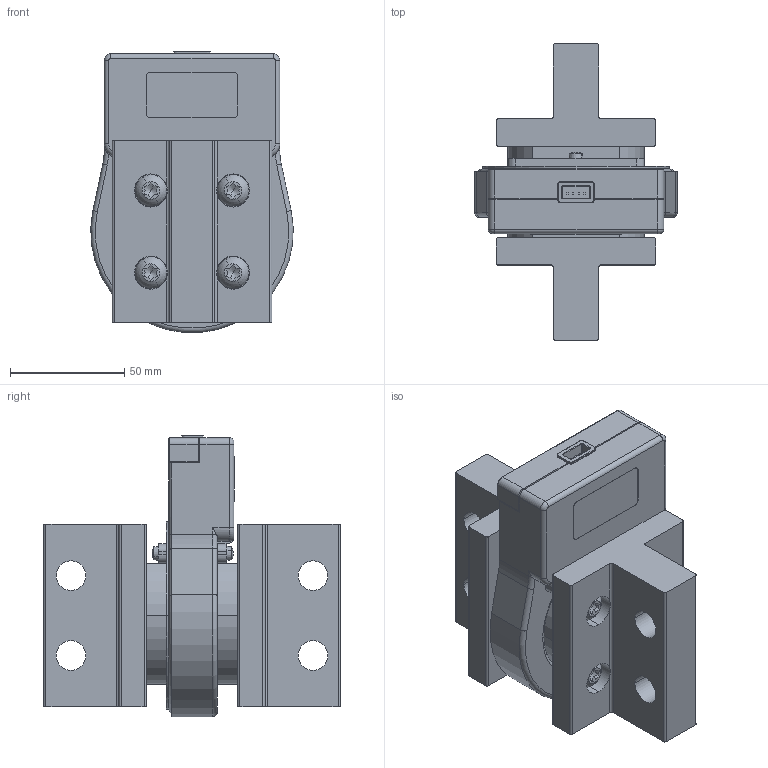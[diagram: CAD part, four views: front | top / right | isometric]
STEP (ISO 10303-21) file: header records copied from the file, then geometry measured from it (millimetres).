
FILE_DESCRIPTION(('CATIA V5 STEP Exchange'),'2;1');
FILE_NAME('1SDH001252R0303_1PA_001_00_CS_EXTERNAL_NEUTRAL_CONDUCTOR_E4.2_3200A.stp','2014-03-07T08:23:38+00:00',('none'),('none'),'CATIA Version 5 Release 20 SP 1 (IN-10)','CATIA V5 STEP AP214','none');
FILE_SCHEMA(('AUTOMOTIVE_DESIGN { 1 0 10303 214 1 1 1 1 }'));
Length unit declared in the file: millimetre
Products named in the file (1): 1SDH001252R0303_1PA_001_00_CS_EXTERNAL_NEUTRAL_CONDUCTOR_E4.2_3200A
Bounding box: 88.73 x 130 x 123.14 mm (x, y, z)
Volume: 494483.6 mm3; surface area: 135478 mm2
Topology: 24 solids, 24 shells, 615 faces, 1548 edges, 976 vertices
Faces by surface type: plane 307, cylinder 211, torus 43, cone 22, sphere 22, bspline 10
Entity records: 18175 total; most frequent: CARTESIAN_POINT 4303, ORIENTED_EDGE 3048, DIRECTION 2302, EDGE_CURVE 1524, AXIS2_PLACEMENT_3D 996, VERTEX_POINT 976, VECTOR 819, LINE 819
